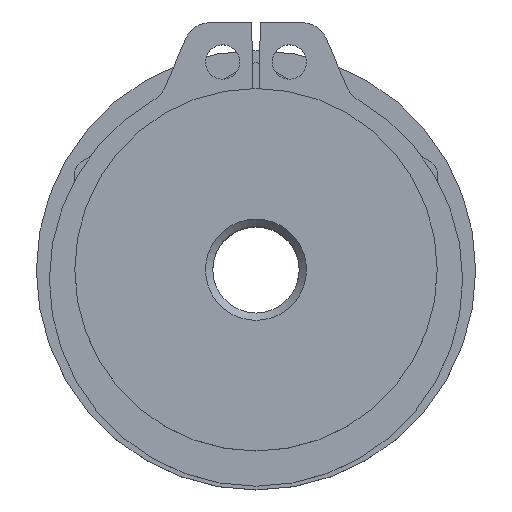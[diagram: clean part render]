
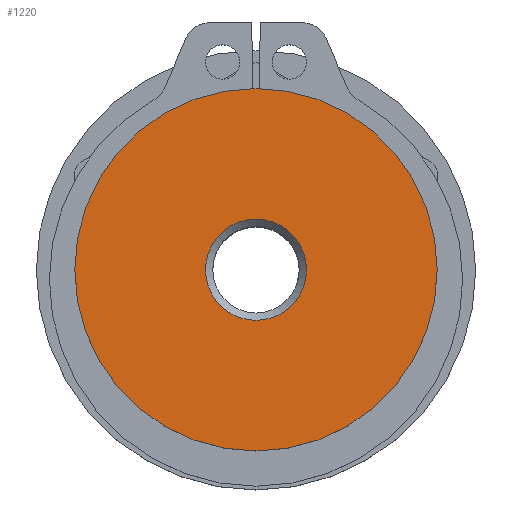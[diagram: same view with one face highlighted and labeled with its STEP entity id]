
A CAD part, top view. The second image highlights one B-rep face of the part: STEP entity #1220.
In plain terms, the highlighted planar face has unit normal (0, 0, 1).
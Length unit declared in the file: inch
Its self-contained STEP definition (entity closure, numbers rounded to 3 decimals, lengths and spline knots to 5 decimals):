
#44=FACE_BOUND('',#246,.T.);
#72=PLANE('',#1373);
#164=FACE_OUTER_BOUND('',#245,.T.);
#245=EDGE_LOOP('',(#1047));
#246=EDGE_LOOP('',(#1048));
#306=CIRCLE('',#1368,0.06906);
#310=CIRCLE('',#1374,0.2475);
#589=VERTEX_POINT('',#2824);
#593=VERTEX_POINT('',#2836);
#744=EDGE_CURVE('',#589,#589,#306,.T.);
#750=EDGE_CURVE('',#593,#593,#310,.T.);
#1047=ORIENTED_EDGE('',*,*,#750,.T.);
#1048=ORIENTED_EDGE('',*,*,#744,.F.);
#1220=ADVANCED_FACE('',(#164,#44),#72,.T.);
#1368=AXIS2_PLACEMENT_3D('',#2825,#1655,#1656);
#1373=AXIS2_PLACEMENT_3D('',#2835,#1667,#1668);
#1374=AXIS2_PLACEMENT_3D('',#2837,#1669,#1670);
#1655=DIRECTION('center_axis',(0.,0.,1.));
#1656=DIRECTION('ref_axis',(-1.,0.,0.));
#1667=DIRECTION('center_axis',(0.,0.,1.));
#1668=DIRECTION('ref_axis',(-1.,0.,0.));
#1669=DIRECTION('center_axis',(0.,0.,1.));
#1670=DIRECTION('ref_axis',(-1.,0.,0.));
#2824=CARTESIAN_POINT('',(0.06906,0.,0.45));
#2825=CARTESIAN_POINT('Origin',(0.,0.,0.45));
#2835=CARTESIAN_POINT('Origin',(0.,0.,0.45));
#2836=CARTESIAN_POINT('',(0.2475,0.,0.45));
#2837=CARTESIAN_POINT('Origin',(0.,0.,0.45));
